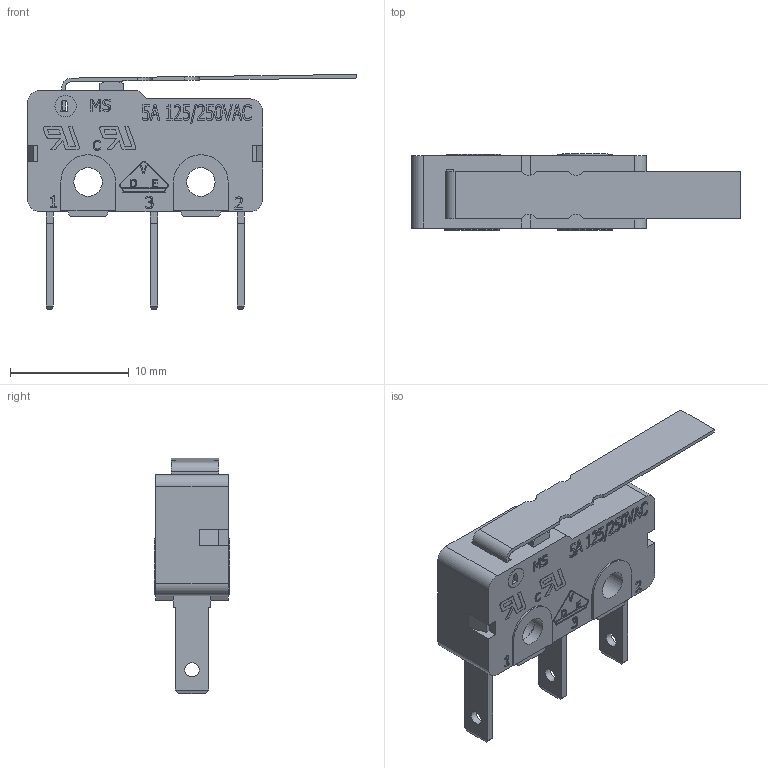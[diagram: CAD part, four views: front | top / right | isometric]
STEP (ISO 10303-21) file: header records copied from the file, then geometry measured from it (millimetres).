
FILE_DESCRIPTION((' '),'2;1');
FILE_NAME('MS0850503FxxxC1A.stp','2017-08-01T13:27:55',(' '),(' '),' ','ACIS',' ');
FILE_SCHEMA(('CONFIG_CONTROL_DESIGN'));
Length unit declared in the file: inch
Products named in the file (1): MS0850503FxxxC1A.stp
Bounding box: 27.71 x 6.4 x 19.81 mm (x, y, z)
Volume: 827 mm3; surface area: 1767.2 mm2
Topology: 1 solids, 4 shells, 794 faces, 2177 edges, 1445 vertices
Faces by surface type: plane 512, bspline 237, cylinder 45
Full cylindrical faces by diameter (mm): 1.2 x3, 1.8 x1, 2.4 x2, 2.5 x1
Entity records: 26279 total; most frequent: CARTESIAN_POINT 7561, ORIENTED_EDGE 4336, DIRECTION 2902, EDGE_CURVE 2168, VECTOR 1602, LINE 1602, VERTEX_POINT 1443, EDGE_LOOP 871
